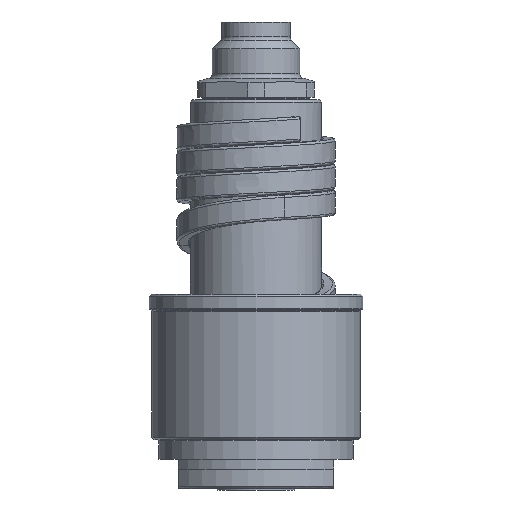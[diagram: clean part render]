
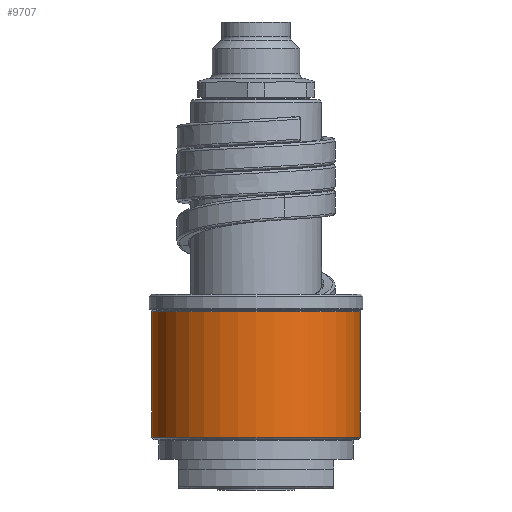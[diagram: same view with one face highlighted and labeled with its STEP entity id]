
A CAD part, front view. The second image highlights one B-rep face of the part: STEP entity #9707.
In plain terms, the highlighted cylindrical face has radius 21.5 mm (diameter 43 mm), a partial arc.
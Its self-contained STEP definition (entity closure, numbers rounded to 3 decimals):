
#2962=CARTESIAN_POINT('',(0.,0.,10.583));
#2963=DIRECTION('',(0.,0.,1.));
#2964=DIRECTION('',(-1.,0.,0.));
#2965=AXIS2_PLACEMENT_3D('',#2962,#2963,#2964);
#2967=DIRECTION('',(0.,0.,-1.));
#2968=VECTOR('',#2967,25.834);
#2969=CARTESIAN_POINT('',(-21.5,0.,36.417));
#2970=LINE('',#2969,#2968);
#2971=CARTESIAN_POINT('',(0.,0.,36.417));
#2972=DIRECTION('',(0.,0.,1.));
#2973=DIRECTION('',(-1.,0.,0.));
#2974=AXIS2_PLACEMENT_3D('',#2971,#2972,#2973);
#2976=DIRECTION('',(0.,0.,-1.));
#2977=VECTOR('',#2976,25.834);
#2978=CARTESIAN_POINT('',(21.5,0.,36.417));
#2979=LINE('',#2978,#2977);
#5562=CARTESIAN_POINT('',(21.5,0.,36.417));
#5563=CARTESIAN_POINT('',(-21.5,0.,36.417));
#5564=VERTEX_POINT('',#5562);
#5565=VERTEX_POINT('',#5563);
#5588=CARTESIAN_POINT('',(21.5,0.,10.583));
#5589=VERTEX_POINT('',#5588);
#5590=CARTESIAN_POINT('',(-21.5,0.,10.583));
#5591=VERTEX_POINT('',#5590);
#9695=CARTESIAN_POINT('',(0.,0.,8.5));
#9696=DIRECTION('',(0.,0.,1.));
#9697=DIRECTION('',(-1.,0.,0.));
#9698=AXIS2_PLACEMENT_3D('',#9695,#9696,#9697);
#9699=CYLINDRICAL_SURFACE('',#9698,21.5);
#9700=ORIENTED_EDGE('',*,*,#7930,.F.);
#9701=ORIENTED_EDGE('',*,*,#7911,.F.);
#9703=ORIENTED_EDGE('',*,*,#9702,.T.);
#9704=ORIENTED_EDGE('',*,*,#7907,.T.);
#9705=EDGE_LOOP('',(#9700,#9701,#9703,#9704));
#9706=FACE_OUTER_BOUND('',#9705,.F.);
#2966=CIRCLE('',#2965,21.5);
#2975=CIRCLE('',#2974,21.5);
#7907=EDGE_CURVE('',#5564,#5589,#2979,.T.);
#7911=EDGE_CURVE('',#5565,#5591,#2970,.T.);
#7930=EDGE_CURVE('',#5591,#5589,#2966,.T.);
#9702=EDGE_CURVE('',#5565,#5564,#2975,.T.);
#9707=ADVANCED_FACE('',(#9706),#9699,.T.);
